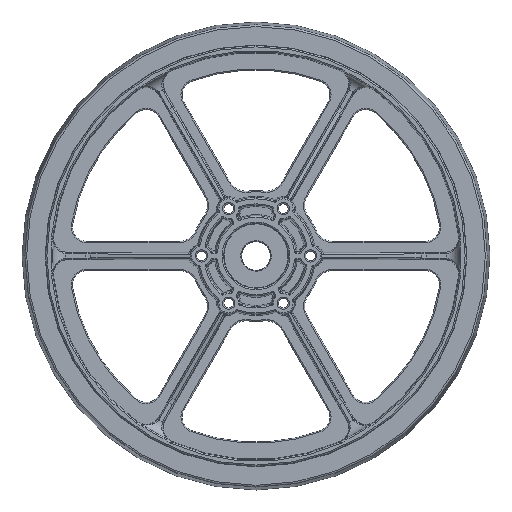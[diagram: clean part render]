
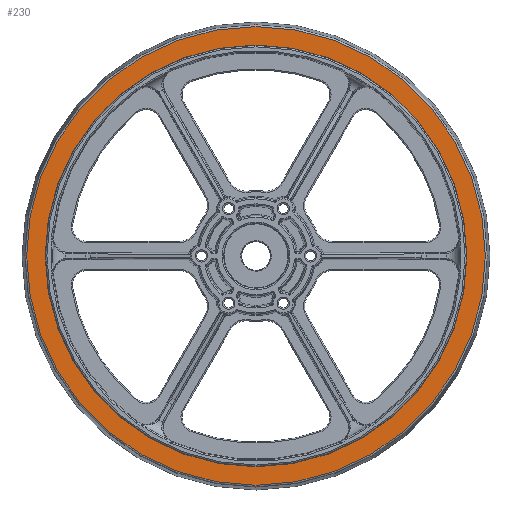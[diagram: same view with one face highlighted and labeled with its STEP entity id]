
A CAD part, top view. The second image highlights one B-rep face of the part: STEP entity #230.
In plain terms, the highlighted planar face has unit normal (0, 0, 1).
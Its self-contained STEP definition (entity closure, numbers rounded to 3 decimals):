
#230 = ADVANCED_FACE( '', ( #1202, #1203 ), #1204, .F. );
#1202 = FACE_OUTER_BOUND( '', #3244, .T. );
#1203 = FACE_BOUND( '', #3245, .T. );
#1204 = PLANE( '', #3246 );
#3244 = EDGE_LOOP( '', ( #13592 ) );
#3245 = EDGE_LOOP( '', ( #13593 ) );
#3246 = AXIS2_PLACEMENT_3D( '', #13594, #13595, #13596 );
#13592 = ORIENTED_EDGE( '', *, *, #20030, .T. );
#13593 = ORIENTED_EDGE( '', *, *, #20031, .T. );
#13594 = CARTESIAN_POINT( '', ( -92.075, 0., 12.7 ) );
#13595 = DIRECTION( '', ( 0., 0., -1. ) );
#13596 = DIRECTION( '', ( -1., 0., 0. ) );
#20030 = EDGE_CURVE( '', #22267, #22267, #22268, .F. );
#20031 = EDGE_CURVE( '', #22269, #22269, #22270, .T. );
#22267 = VERTEX_POINT( '', #25848 );
#22268 = CIRCLE( '', #25849, 100.152 );
#22269 = VERTEX_POINT( '', #25850 );
#22270 = CIRCLE( '', #25851, 92.075 );
#25848 = CARTESIAN_POINT( '', ( -100.152, 0., 12.7 ) );
#25849 = AXIS2_PLACEMENT_3D( '', #44975, #44976, #44977 );
#25850 = CARTESIAN_POINT( '', ( -92.075, 0., 12.7 ) );
#25851 = AXIS2_PLACEMENT_3D( '', #44978, #44979, #44980 );
#44975 = CARTESIAN_POINT( '', ( 0., 0., 12.7 ) );
#44976 = DIRECTION( '', ( 0., 0., -1. ) );
#44977 = DIRECTION( '', ( -1., 0., 0. ) );
#44978 = CARTESIAN_POINT( '', ( 0., 0., 12.7 ) );
#44979 = DIRECTION( '', ( 0., 0., -1. ) );
#44980 = DIRECTION( '', ( -1., 0., 0. ) );
